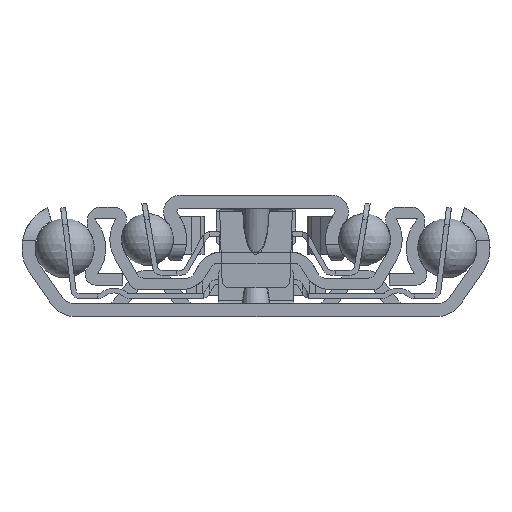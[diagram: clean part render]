
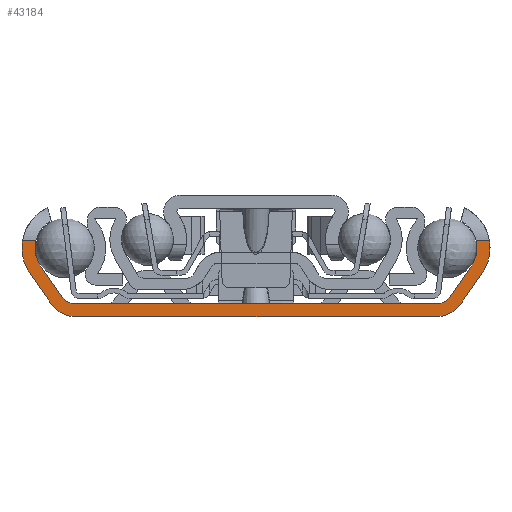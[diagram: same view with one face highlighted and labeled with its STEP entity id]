
A CAD part, left-side view. The second image highlights one B-rep face of the part: STEP entity #43184.
In plain terms, the highlighted planar face has unit normal (-1, 0, 0).
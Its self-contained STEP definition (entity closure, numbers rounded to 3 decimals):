
#2373=FACE_OUTER_BOUND('',#4617,.T.);
#4617=EDGE_LOOP('',(#29840,#29841,#29842,#29843,#29844,#29845,#29846,#29847,
#29848,#29849,#29850,#29851,#29852,#29853,#29854,#29855));
#7119=CIRCLE('',#45919,6.725);
#7128=CIRCLE('',#45930,4.75);
#7139=CIRCLE('',#45976,4.5);
#7140=CIRCLE('',#45979,4.75);
#7141=CIRCLE('',#45982,2.25);
#7142=CIRCLE('',#45984,2.25);
#7143=CIRCLE('',#45987,6.725);
#7144=CIRCLE('',#45990,4.5);
#9075=LINE('',#63514,#13322);
#9219=LINE('',#65268,#13466);
#9259=LINE('',#65413,#13506);
#9260=LINE('',#65428,#13507);
#9264=LINE('',#65439,#13511);
#9266=LINE('',#65446,#13513);
#9269=LINE('',#65455,#13516);
#9271=LINE('',#65462,#13518);
#13322=VECTOR('',#50251,10.);
#13466=VECTOR('',#50975,10.);
#13506=VECTOR('',#51085,10.);
#13507=VECTOR('',#51090,10.);
#13511=VECTOR('',#51106,10.);
#13513=VECTOR('',#51114,10.);
#13516=VECTOR('',#51127,10.);
#13518=VECTOR('',#51135,10.);
#17587=VERTEX_POINT('',#63512);
#17588=VERTEX_POINT('',#63513);
#17848=VERTEX_POINT('',#65176);
#17849=VERTEX_POINT('',#65189);
#17861=VERTEX_POINT('',#65219);
#17862=VERTEX_POINT('',#65230);
#17867=VERTEX_POINT('',#65266);
#17868=VERTEX_POINT('',#65267);
#17897=VERTEX_POINT('',#65399);
#17899=VERTEX_POINT('',#65416);
#17901=VERTEX_POINT('',#65435);
#17902=VERTEX_POINT('',#65441);
#17903=VERTEX_POINT('',#65445);
#17904=VERTEX_POINT('',#65451);
#17905=VERTEX_POINT('',#65457);
#17906=VERTEX_POINT('',#65461);
#22068=EDGE_CURVE('',#17587,#17588,#9075,.T.);
#22455=EDGE_CURVE('',#17848,#17849,#7119,.T.);
#22472=EDGE_CURVE('',#17861,#17862,#7128,.T.);
#22478=EDGE_CURVE('',#17867,#17868,#9219,.T.);
#22534=EDGE_CURVE('',#17897,#17861,#9259,.T.);
#22537=EDGE_CURVE('',#17899,#17848,#9260,.T.);
#22541=EDGE_CURVE('',#17901,#17867,#7139,.T.);
#22543=EDGE_CURVE('',#17849,#17901,#9264,.T.);
#22545=EDGE_CURVE('',#17902,#17899,#7140,.T.);
#22546=EDGE_CURVE('',#17903,#17902,#9266,.T.);
#22548=EDGE_CURVE('',#17588,#17903,#7141,.T.);
#22549=EDGE_CURVE('',#17904,#17587,#7142,.T.);
#22551=EDGE_CURVE('',#17862,#17904,#9269,.T.);
#22553=EDGE_CURVE('',#17905,#17897,#7143,.T.);
#22554=EDGE_CURVE('',#17906,#17905,#9271,.T.);
#22556=EDGE_CURVE('',#17868,#17906,#7144,.T.);
#29840=ORIENTED_EDGE('',*,*,#22537,.F.);
#29841=ORIENTED_EDGE('',*,*,#22545,.F.);
#29842=ORIENTED_EDGE('',*,*,#22546,.F.);
#29843=ORIENTED_EDGE('',*,*,#22548,.F.);
#29844=ORIENTED_EDGE('',*,*,#22068,.F.);
#29845=ORIENTED_EDGE('',*,*,#22549,.F.);
#29846=ORIENTED_EDGE('',*,*,#22551,.F.);
#29847=ORIENTED_EDGE('',*,*,#22472,.F.);
#29848=ORIENTED_EDGE('',*,*,#22534,.F.);
#29849=ORIENTED_EDGE('',*,*,#22553,.F.);
#29850=ORIENTED_EDGE('',*,*,#22554,.F.);
#29851=ORIENTED_EDGE('',*,*,#22556,.F.);
#29852=ORIENTED_EDGE('',*,*,#22478,.F.);
#29853=ORIENTED_EDGE('',*,*,#22541,.F.);
#29854=ORIENTED_EDGE('',*,*,#22543,.F.);
#29855=ORIENTED_EDGE('',*,*,#22455,.F.);
#41929=PLANE('',#45991);
#43184=ADVANCED_FACE('',(#2373),#41929,.F.);
#45919=AXIS2_PLACEMENT_3D('',#65190,#50935,#50936);
#45930=AXIS2_PLACEMENT_3D('',#65231,#50964,#50965);
#45976=AXIS2_PLACEMENT_3D('',#65436,#51101,#51102);
#45979=AXIS2_PLACEMENT_3D('',#65443,#51110,#51111);
#45982=AXIS2_PLACEMENT_3D('',#65449,#51118,#51119);
#45984=AXIS2_PLACEMENT_3D('',#65452,#51122,#51123);
#45987=AXIS2_PLACEMENT_3D('',#65459,#51131,#51132);
#45990=AXIS2_PLACEMENT_3D('',#65465,#51139,#51140);
#45991=AXIS2_PLACEMENT_3D('',#65466,#51141,#51142);
#50251=DIRECTION('',(0.,-1.,0.));
#50935=DIRECTION('center_axis',(1.,0.,0.));
#50936=DIRECTION('ref_axis',(0.,-0.421,0.907));
#50964=DIRECTION('center_axis',(-1.,0.,0.));
#50965=DIRECTION('ref_axis',(0.,-0.819,0.574));
#50975=DIRECTION('',(0.,1.,0.));
#51085=DIRECTION('',(0.,-1.,0.));
#51090=DIRECTION('',(0.,-1.,0.));
#51101=DIRECTION('center_axis',(1.,0.,0.));
#51102=DIRECTION('ref_axis',(0.,-0.819,-0.574));
#51106=DIRECTION('',(0.,0.574,-0.819));
#51110=DIRECTION('center_axis',(-1.,0.,0.));
#51111=DIRECTION('ref_axis',(0.,0.489,-0.872));
#51114=DIRECTION('',(0.,-0.574,0.819));
#51118=DIRECTION('center_axis',(-1.,0.,0.));
#51119=DIRECTION('ref_axis',(0.,0.819,0.574));
#51122=DIRECTION('center_axis',(-1.,0.,0.));
#51123=DIRECTION('ref_axis',(0.,0.,1.));
#51127=DIRECTION('',(0.,-0.574,-0.819));
#51131=DIRECTION('center_axis',(1.,0.,0.));
#51132=DIRECTION('ref_axis',(0.,0.819,-0.574));
#51135=DIRECTION('',(0.,0.574,0.819));
#51139=DIRECTION('center_axis',(1.,0.,0.));
#51140=DIRECTION('ref_axis',(0.,0.,-1.));
#51141=DIRECTION('center_axis',(1.,0.,0.));
#51142=DIRECTION('ref_axis',(0.,0.,-1.));
#63512=CARTESIAN_POINT('',(0.,27.471,2.));
#63513=CARTESIAN_POINT('',(0.,-27.471,2.));
#63514=CARTESIAN_POINT('',(0.,27.471,2.));
#65176=CARTESIAN_POINT('',(0.,-35.359,11.5));
#65189=CARTESIAN_POINT('',(0.,-34.234,6.543));
#65190=CARTESIAN_POINT('Origin',(0.,-28.725,10.4));
#65219=CARTESIAN_POINT('',(0.,33.346,11.5));
#65230=CARTESIAN_POINT('',(0.,32.616,7.676));
#65231=CARTESIAN_POINT('Origin',(0.,28.725,10.4));
#65266=CARTESIAN_POINT('',(0.,-27.31,0.));
#65267=CARTESIAN_POINT('',(0.,27.31,0.));
#65268=CARTESIAN_POINT('',(0.,0.,0.));
#65399=CARTESIAN_POINT('',(0.,35.359,11.5));
#65413=CARTESIAN_POINT('',(0.,0.,11.5));
#65416=CARTESIAN_POINT('',(0.,-33.346,11.5));
#65428=CARTESIAN_POINT('',(0.,0.,11.5));
#65435=CARTESIAN_POINT('',(0.,-30.996,1.919));
#65436=CARTESIAN_POINT('Origin',(0.,-27.31,4.5));
#65439=CARTESIAN_POINT('',(0.,-34.234,6.543));
#65441=CARTESIAN_POINT('',(0.,-32.616,7.676));
#65443=CARTESIAN_POINT('Origin',(0.,-28.725,10.4));
#65445=CARTESIAN_POINT('',(0.,-29.314,2.959));
#65446=CARTESIAN_POINT('',(0.,-29.314,2.959));
#65449=CARTESIAN_POINT('Origin',(0.,-27.471,4.25));
#65451=CARTESIAN_POINT('',(0.,29.314,2.959));
#65452=CARTESIAN_POINT('Origin',(0.,27.471,4.25));
#65455=CARTESIAN_POINT('',(0.,32.616,7.676));
#65457=CARTESIAN_POINT('',(0.,34.234,6.543));
#65459=CARTESIAN_POINT('Origin',(0.,28.725,10.4));
#65461=CARTESIAN_POINT('',(0.,30.996,1.919));
#65462=CARTESIAN_POINT('',(0.,30.996,1.919));
#65465=CARTESIAN_POINT('Origin',(0.,27.31,4.5));
#65466=CARTESIAN_POINT('Origin',(0.,0.,3.636));
